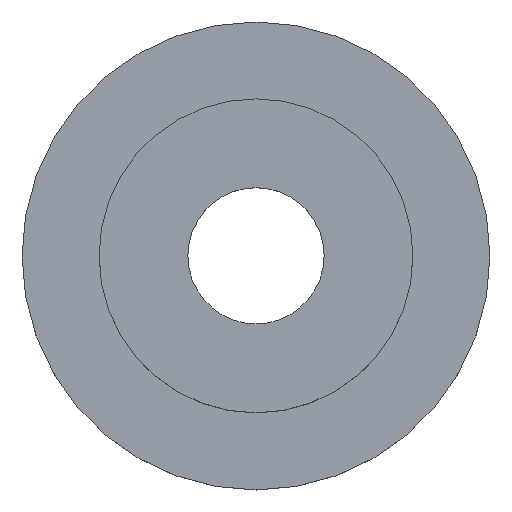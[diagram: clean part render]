
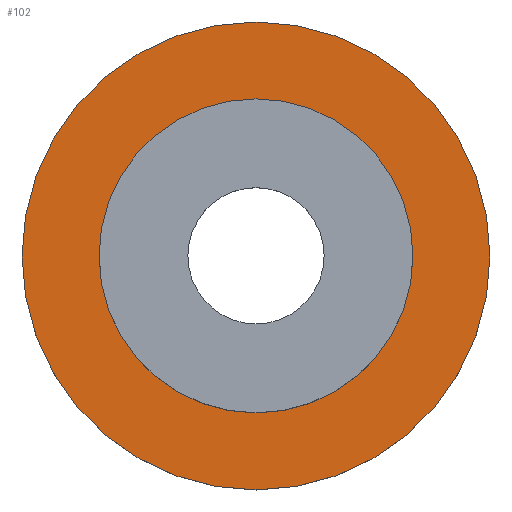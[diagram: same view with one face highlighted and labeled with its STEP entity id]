
A CAD part, top view. The second image highlights one B-rep face of the part: STEP entity #102.
In plain terms, the highlighted planar face has unit normal (0, 0, 1).
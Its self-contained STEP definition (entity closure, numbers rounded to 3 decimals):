
#20=PLANE('',#127);
#28=ORIENTED_EDGE('',*,*,#44,.T.);
#29=ORIENTED_EDGE('',*,*,#43,.F.);
#43=EDGE_CURVE('',#51,#51,#59,.T.);
#44=EDGE_CURVE('',#52,#52,#60,.T.);
#51=VERTEX_POINT('',#181);
#52=VERTEX_POINT('',#184);
#59=CIRCLE('',#126,19.75);
#60=CIRCLE('',#128,13.25);
#68=EDGE_LOOP('',(#28));
#69=EDGE_LOOP('',(#29));
#84=FACE_BOUND('',#68,.T.);
#85=FACE_BOUND('',#69,.T.);
#102=ADVANCED_FACE('',(#84,#85),#20,.F.);
#126=AXIS2_PLACEMENT_3D('',#180,#149,#150);
#127=AXIS2_PLACEMENT_3D('',#182,#151,#152);
#128=AXIS2_PLACEMENT_3D('',#183,#153,#154);
#149=DIRECTION('',(0.,0.,-1.));
#150=DIRECTION('',(1.,0.,0.));
#151=DIRECTION('',(0.,0.,-1.));
#152=DIRECTION('',(-1.,0.,0.));
#153=DIRECTION('',(0.,0.,-1.));
#154=DIRECTION('',(1.,0.,0.));
#180=CARTESIAN_POINT('',(27.698,22.652,3.));
#181=CARTESIAN_POINT('',(47.448,22.652,3.));
#182=CARTESIAN_POINT('',(27.698,22.652,3.));
#183=CARTESIAN_POINT('',(27.698,22.652,3.));
#184=CARTESIAN_POINT('',(40.948,22.652,3.));
